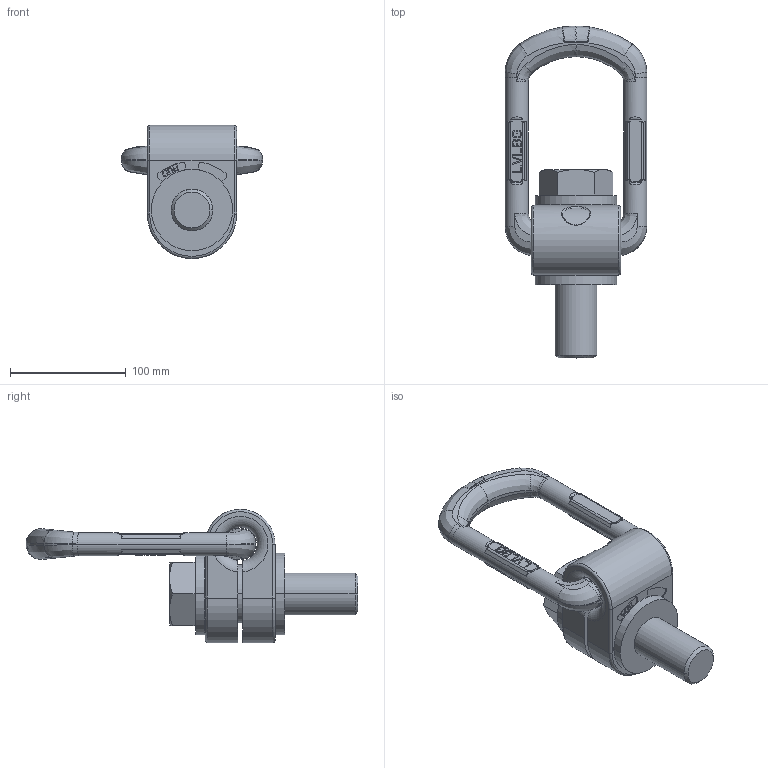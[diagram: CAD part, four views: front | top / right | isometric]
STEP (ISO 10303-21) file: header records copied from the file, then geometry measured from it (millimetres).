
FILE_DESCRIPTION((''),'2;1');
FILE_NAME('001-M35155-P-2_ASM','2017-01-11T',('Andreas.Wendler'),(''),'PRO/ENGINEER BY PARAMETRIC TECHNOLOGY CORPORATION, 2011490','PRO/ENGINEER BY PARAMETRIC TECHNOLOGY CORPORATION, 2011490','');
FILE_SCHEMA(('CONFIG_CONTROL_DESIGN'));
Length unit declared in the file: millimetre
Products named in the file (5): 001-M35155-P-1; 001-M35155-P-2; 001-M31221-BA1; 001-M31124-V01_AF0; 001-M35155-P-2_ASM
Assembly tree (4 placements, depth 2):
  001-M35155-P-2_ASM
    001-M35155-P-1
    001-M35155-P-2
    001-M31221-BA1
    001-M31124-V01_AF0
Bounding box: 122 x 286.25 x 115 mm (x, y, z)
Volume: 767388 mm3; surface area: 143598.9 mm2
Topology: 4 solids, 4 shells, 1380 faces, 3732 edges, 2417 vertices
Faces by surface type: plane 1087, bspline 118, cylinder 109, torus 48, cone 18
Entity records: 51753 total; most frequent: CARTESIAN_POINT 17796, ORIENTED_EDGE 7452, DIRECTION 6272, EDGE_CURVE 3726, VECTOR 3142, LINE 3142, VERTEX_POINT 2417, AXIS2_PLACEMENT_3D 1565
